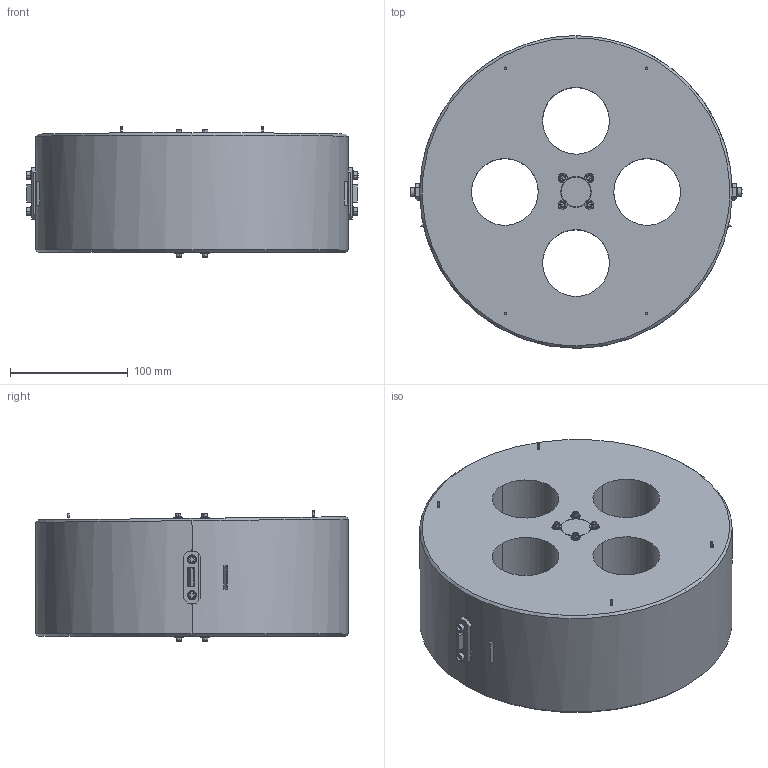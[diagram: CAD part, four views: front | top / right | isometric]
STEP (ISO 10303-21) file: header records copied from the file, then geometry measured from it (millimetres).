
FILE_DESCRIPTION (( 'STEP AP203' ), '1' );
FILE_NAME ('D070337-v8.STEP', '2012-10-09T16:41:47', ( 'Dwayne Giardina' ), ( 'Microsoft' ), 'SwSTEP 2.0', 'SolidWorks 2012', '' );
FILE_SCHEMA (( 'CONFIG_CONTROL_DESIGN' ));
Length unit declared in the file: millimetre
Products named in the file (14): D070337-v8; D0901286_AdvLIGO_HLTS_Secondary Metal Prism; D0902432_AdvLIGO_SUS_HSTS_Magnet-Standoff Assembly, Test Mass; UHV-Compatible_Adhesive; D0902431_AdvLIGO_SUS_HSTS_Magnet Standoff, Test Mass; D0900040_Magnet,_MMC_SCDS-079-020; SST_Socketheadcapscrew_SHCS #8-32  X 0.75; D080124_Advanced_LIGO_SUS_HLTS_Prism_Breakoff,_Lower_Wire,_Test_Mass; Vented_Flat_Washer_________ FLAT WASHERS NAS 620-C8L  (OR EQUIV.); Vented_Flat_Washer_________ FLAT WASHERS NAS 620-C4L  (OR EQUIV.); SST_Vented_Socketheadcapscrew_SHCS-V #4-40  X 0.5; Mirror,_Metallized,_Round_-_Optosigma; D1100197_Advanced_LIGO_SUS_HLTS-HSTS_Bottom_Mass_Optic_Spacer; D070338_Advanced_LIGO_SUS_HLTS_Metal_Test_Mass
Assembly tree (47 placements, depth 3):
  D070337-v8
    D070338_Advanced_LIGO_SUS_HLTS_Metal_Test_Mass
    D1100197_Advanced_LIGO_SUS_HLTS-HSTS_Bottom_Mass_Optic_Spacer  x2
    Mirror,_Metallized,_Round_-_Optosigma  x2
    SST_Vented_Socketheadcapscrew_SHCS-V #4-40  X 0.5  x8
    Vented_Flat_Washer_________ FLAT WASHERS NAS 620-C4L  (OR EQUIV.)  x8
    Vented_Flat_Washer_________ FLAT WASHERS NAS 620-C8L  (OR EQUIV.)  x12
    D080124_Advanced_LIGO_SUS_HLTS_Prism_Breakoff,_Lower_Wire,_Test_Mass  x2
    SST_Socketheadcapscrew_SHCS #8-32  X 0.75  x4
    D0902432_AdvLIGO_SUS_HSTS_Magnet-Standoff Assembly, Test Mass  x4
      D0900040_Magnet,_MMC_SCDS-079-020
      D0902431_AdvLIGO_SUS_HSTS_Magnet Standoff, Test Mass
    D0901286_AdvLIGO_HLTS_Secondary Metal Prism  x2
  UHV-Compatible_Adhesive
Bounding box: 281.53 x 265 x 110.61 mm (x, y, z)
Volume: 4486474 mm3; surface area: 265403.4 mm2
Topology: 49 solids, 49 shells, 770 faces, 1860 edges, 1184 vertices
Faces by surface type: plane 434, cylinder 276, cone 58, bspline 2
Entity records: 12239 total; most frequent: CARTESIAN_POINT 2699, DIRECTION 1541, ORIENTED_EDGE 1474, EDGE_CURVE 737, AXIS2_PLACEMENT_3D 555, VERTEX_POINT 480, VECTOR 431, LINE 431
